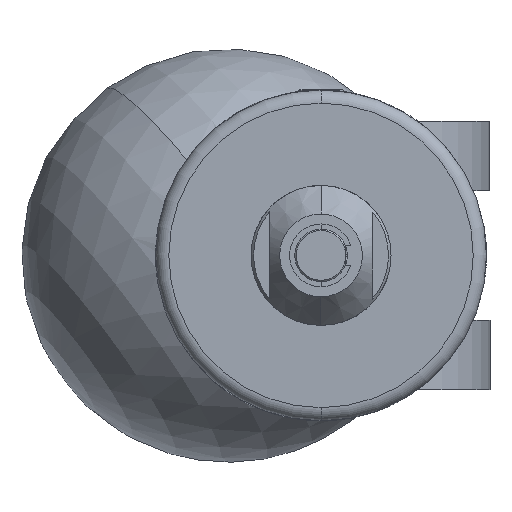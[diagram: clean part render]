
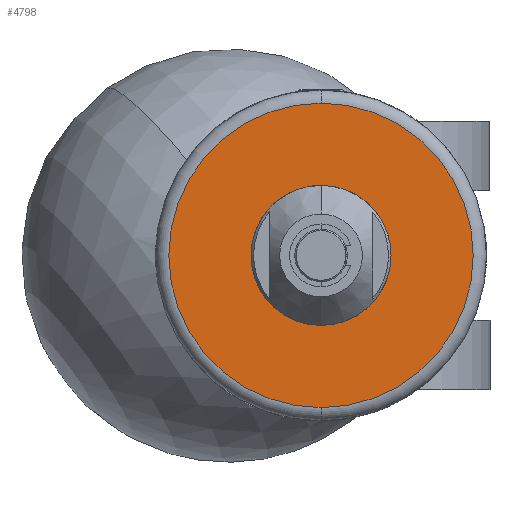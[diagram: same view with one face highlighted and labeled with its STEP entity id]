
A CAD part, left-side view. The second image highlights one B-rep face of the part: STEP entity #4798.
In plain terms, the highlighted planar face has unit normal (-1, 0, 0).
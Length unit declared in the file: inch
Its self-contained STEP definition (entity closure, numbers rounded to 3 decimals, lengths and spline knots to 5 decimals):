
#231 = CIRCLE ( 'NONE', #7556, 0.114 ) ;
#528 = CARTESIAN_POINT ( 'NONE',  ( -0.0245, 0., 0.46 ) ) ;
#562 = DIRECTION ( 'NONE',  ( -1., 0., 0. ) ) ;
#583 = DIRECTION ( 'NONE',  ( 0., 0., 1. ) ) ;
#1869 = AXIS2_PLACEMENT_3D ( 'NONE', #10822, #6596, #9601 ) ;
#2028 = ORIENTED_EDGE ( 'NONE', *, *, #5184, .T. ) ;
#2512 = VERTEX_POINT ( 'NONE', #4183 ) ;
#2542 = DIRECTION ( 'NONE',  ( -1., 0., 0. ) ) ;
#2795 = CARTESIAN_POINT ( 'NONE',  ( -0.0245, 0., 0. ) ) ;
#2907 = AXIS2_PLACEMENT_3D ( 'NONE', #2795, #8538, #6791 ) ;
#3321 = FACE_OUTER_BOUND ( 'NONE', #8454, .T. ) ;
#3687 = CARTESIAN_POINT ( 'NONE',  ( -0.0245, 0., 0. ) ) ;
#4183 = CARTESIAN_POINT ( 'NONE',  ( -0.0245, 0., -0.46 ) ) ;
#4191 = ORIENTED_EDGE ( 'NONE', *, *, #11287, .F. ) ;
#4798 = ADVANCED_FACE ( 'NONE', ( #6462, #3321 ), #6263, .F. ) ;
#4852 = CARTESIAN_POINT ( 'NONE',  ( -0.0245, 0., 0.114 ) ) ;
#5044 = EDGE_CURVE ( 'NONE', #12652, #2512, #8735, .T. ) ;
#5184 = EDGE_CURVE ( 'NONE', #2512, #12652, #7093, .T. ) ;
#5269 = CARTESIAN_POINT ( 'NONE',  ( -0.0245, 0., -0.114 ) ) ;
#5375 = DIRECTION ( 'NONE',  ( -1., 0., 0. ) ) ;
#5498 = CIRCLE ( 'NONE', #9653, 0.114 ) ;
#5659 = DIRECTION ( 'NONE',  ( 0., 0., -1. ) ) ;
#6263 = PLANE ( 'NONE',  #1869 ) ;
#6401 = CARTESIAN_POINT ( 'NONE',  ( -0.0245, 0., 0. ) ) ;
#6462 = FACE_BOUND ( 'NONE', #10100, .T. ) ;
#6474 = EDGE_CURVE ( 'NONE', #6671, #12102, #5498, .T. ) ;
#6596 = DIRECTION ( 'NONE',  ( 1., 0., 0. ) ) ;
#6671 = VERTEX_POINT ( 'NONE', #4852 ) ;
#6791 = DIRECTION ( 'NONE',  ( 0., 0., -1. ) ) ;
#7093 = CIRCLE ( 'NONE', #2907, 0.46 ) ;
#7330 = DIRECTION ( 'NONE',  ( 0., 0., 1. ) ) ;
#7556 = AXIS2_PLACEMENT_3D ( 'NONE', #6401, #5375, #7330 ) ;
#8113 = AXIS2_PLACEMENT_3D ( 'NONE', #3687, #562, #5659 ) ;
#8454 = EDGE_LOOP ( 'NONE', ( #2028, #10671 ) ) ;
#8538 = DIRECTION ( 'NONE',  ( -1., 0., 0. ) ) ;
#8735 = CIRCLE ( 'NONE', #8113, 0.46 ) ;
#9601 = DIRECTION ( 'NONE',  ( 0., 0., -1. ) ) ;
#9653 = AXIS2_PLACEMENT_3D ( 'NONE', #12440, #2542, #583 ) ;
#10100 = EDGE_LOOP ( 'NONE', ( #10436, #4191 ) ) ;
#10436 = ORIENTED_EDGE ( 'NONE', *, *, #6474, .F. ) ;
#10671 = ORIENTED_EDGE ( 'NONE', *, *, #5044, .T. ) ;
#10822 = CARTESIAN_POINT ( 'NONE',  ( -0.0245, 0.5, 0. ) ) ;
#11287 = EDGE_CURVE ( 'NONE', #12102, #6671, #231, .T. ) ;
#12102 = VERTEX_POINT ( 'NONE', #5269 ) ;
#12440 = CARTESIAN_POINT ( 'NONE',  ( -0.0245, 0., 0. ) ) ;
#12652 = VERTEX_POINT ( 'NONE', #528 ) ;
